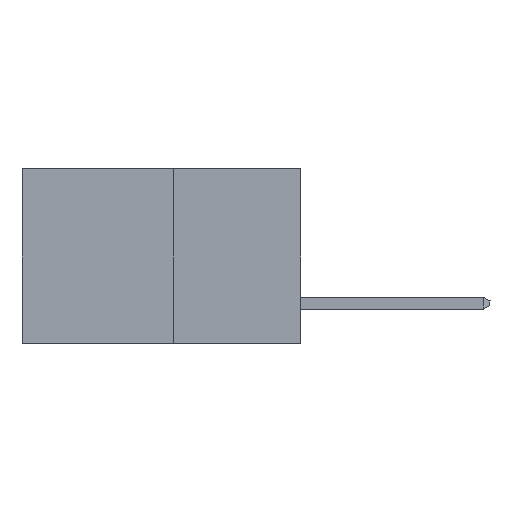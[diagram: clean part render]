
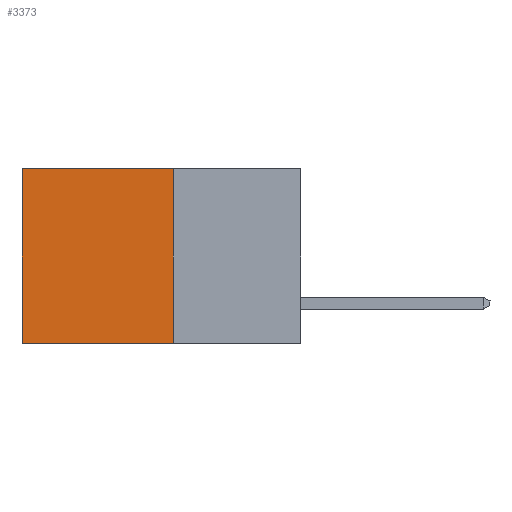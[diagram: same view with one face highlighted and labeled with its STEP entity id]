
A CAD part, left-side view. The second image highlights one B-rep face of the part: STEP entity #3373.
In plain terms, the highlighted planar face has unit normal (-1, 0, 0).
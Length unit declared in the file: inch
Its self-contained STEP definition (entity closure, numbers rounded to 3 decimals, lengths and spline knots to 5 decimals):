
#11 = VERTEX_POINT ( 'NONE', #6274 ) ;
#60 = VERTEX_POINT ( 'NONE', #4103 ) ;
#188 = CARTESIAN_POINT ( 'NONE',  ( 0.277, 0.27, -0.37 ) ) ;
#199 = CARTESIAN_POINT ( 'NONE',  ( 0.277, 0.27, -0.37 ) ) ;
#606 = LINE ( 'NONE', #3560, #2348 ) ;
#959 = LINE ( 'NONE', #188, #4193 ) ;
#1012 = ORIENTED_EDGE ( 'NONE', *, *, #5243, .T. ) ;
#1117 = CARTESIAN_POINT ( 'NONE',  ( 0.277, 0.59, -0.37 ) ) ;
#1201 = ORIENTED_EDGE ( 'NONE', *, *, #5321, .F. ) ;
#1595 = LINE ( 'NONE', #1117, #7454 ) ;
#1626 = EDGE_CURVE ( 'NONE', #11, #6047, #6181, .T. ) ;
#1950 = CARTESIAN_POINT ( 'NONE',  ( 0.277, 0.59, -0.37 ) ) ;
#2012 = FACE_OUTER_BOUND ( 'NONE', #3325, .T. ) ;
#2186 = DIRECTION ( 'NONE',  ( 1., 0., 0. ) ) ;
#2348 = VECTOR ( 'NONE', #6982, 39.37008 ) ;
#2624 = EDGE_CURVE ( 'NONE', #60, #7130, #606, .T. ) ;
#3325 = EDGE_LOOP ( 'NONE', ( #1012, #4115, #1201, #5655 ) ) ;
#3373 = ADVANCED_FACE ( 'NONE', ( #2012 ), #7644, .F. ) ;
#3560 = CARTESIAN_POINT ( 'NONE',  ( 0.277, 0.27, 0. ) ) ;
#4103 = CARTESIAN_POINT ( 'NONE',  ( 0.277, 0.27, 0. ) ) ;
#4115 = ORIENTED_EDGE ( 'NONE', *, *, #1626, .F. ) ;
#4193 = VECTOR ( 'NONE', #7460, 39.37008 ) ;
#4719 = DIRECTION ( 'NONE',  ( 0., 0., -1. ) ) ;
#5243 = EDGE_CURVE ( 'NONE', #7130, #6047, #1595, .T. ) ;
#5321 = EDGE_CURVE ( 'NONE', #60, #11, #959, .T. ) ;
#5384 = CARTESIAN_POINT ( 'NONE',  ( 0.277, 0.27, -0.37 ) ) ;
#5655 = ORIENTED_EDGE ( 'NONE', *, *, #2624, .T. ) ;
#6003 = VECTOR ( 'NONE', #6293, 39.37008 ) ;
#6047 = VERTEX_POINT ( 'NONE', #1950 ) ;
#6181 = LINE ( 'NONE', #5384, #6003 ) ;
#6274 = CARTESIAN_POINT ( 'NONE',  ( 0.277, 0.27, -0.37 ) ) ;
#6293 = DIRECTION ( 'NONE',  ( 0., 1., 0. ) ) ;
#6780 = CARTESIAN_POINT ( 'NONE',  ( 0.277, 0.59, 0. ) ) ;
#6982 = DIRECTION ( 'NONE',  ( 0., 1., 0. ) ) ;
#7130 = VERTEX_POINT ( 'NONE', #6780 ) ;
#7202 = DIRECTION ( 'NONE',  ( 0., 0., -1. ) ) ;
#7454 = VECTOR ( 'NONE', #4719, 39.37008 ) ;
#7460 = DIRECTION ( 'NONE',  ( 0., 0., -1. ) ) ;
#7492 = AXIS2_PLACEMENT_3D ( 'NONE', #199, #2186, #7202 ) ;
#7644 = PLANE ( 'NONE',  #7492 ) ;
